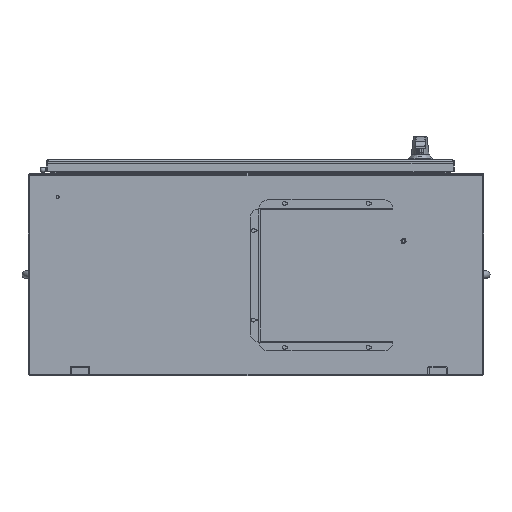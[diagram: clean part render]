
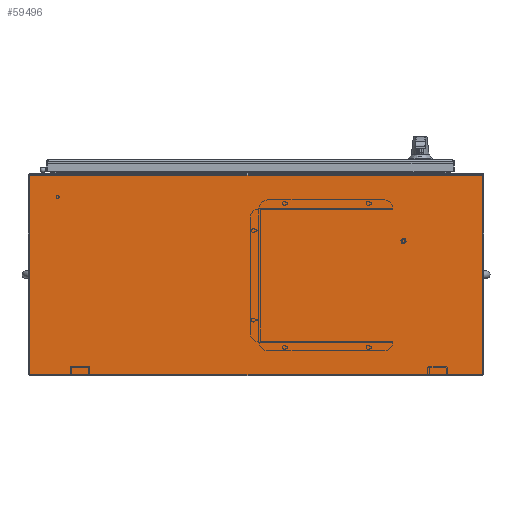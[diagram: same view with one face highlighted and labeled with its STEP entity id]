
A CAD part, front view. The second image highlights one B-rep face of the part: STEP entity #59496.
In plain terms, the highlighted face is planar.
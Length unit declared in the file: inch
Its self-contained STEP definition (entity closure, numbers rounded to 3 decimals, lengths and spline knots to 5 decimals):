
#947 = PLANE ( 'NONE',  #26013 ) ;
#9505 = VECTOR ( 'NONE', #42621, 39.37008 ) ;
#11284 = LINE ( 'NONE', #14021, #21710 ) ;
#14021 = CARTESIAN_POINT ( 'NONE',  ( 0., 0., -0.125 ) ) ;
#14668 = ORIENTED_EDGE ( 'NONE', *, *, #60406, .F. ) ;
#15471 = DIRECTION ( 'NONE',  ( 0., 1., 0. ) ) ;
#15585 = DIRECTION ( 'NONE',  ( 1., 0., 0. ) ) ;
#16156 = EDGE_CURVE ( 'NONE', #45595, #27282, #11284, .T. ) ;
#16425 = LINE ( 'NONE', #35547, #55751 ) ;
#16837 = DIRECTION ( 'NONE',  ( 0., 0., 1. ) ) ;
#19721 = CARTESIAN_POINT ( 'NONE',  ( 40.5, -17.815, -0.125 ) ) ;
#20995 = EDGE_CURVE ( 'NONE', #34590, #40864, #16425, .T. ) ;
#21710 = VECTOR ( 'NONE', #54841, 39.37008 ) ;
#26013 = AXIS2_PLACEMENT_3D ( 'NONE', #62552, #16837, #31825 ) ;
#27282 = VERTEX_POINT ( 'NONE', #42726 ) ;
#27967 = LINE ( 'NONE', #62768, #9505 ) ;
#29472 = EDGE_CURVE ( 'NONE', #27282, #34590, #27967, .T. ) ;
#29754 = EDGE_LOOP ( 'NONE', ( #63714, #58619, #37002, #14668 ) ) ;
#31825 = DIRECTION ( 'NONE',  ( 0., -1., 0. ) ) ;
#31891 = CARTESIAN_POINT ( 'NONE',  ( 0., -17.815, -0.125 ) ) ;
#34590 = VERTEX_POINT ( 'NONE', #31891 ) ;
#35547 = CARTESIAN_POINT ( 'NONE',  ( 0., -17.815, -0.125 ) ) ;
#35670 = CARTESIAN_POINT ( 'NONE',  ( 40.5, 0., -0.125 ) ) ;
#37002 = ORIENTED_EDGE ( 'NONE', *, *, #16156, .F. ) ;
#39347 = LINE ( 'NONE', #35670, #60981 ) ;
#40864 = VERTEX_POINT ( 'NONE', #19721 ) ;
#42621 = DIRECTION ( 'NONE',  ( 0., -1., 0. ) ) ;
#42726 = CARTESIAN_POINT ( 'NONE',  ( 0., 0., -0.125 ) ) ;
#45595 = VERTEX_POINT ( 'NONE', #64156 ) ;
#46681 = FACE_OUTER_BOUND ( 'NONE', #29754, .T. ) ;
#54841 = DIRECTION ( 'NONE',  ( -1., 0., 0. ) ) ;
#55751 = VECTOR ( 'NONE', #15585, 39.37008 ) ;
#58619 = ORIENTED_EDGE ( 'NONE', *, *, #29472, .F. ) ;
#59496 = ADVANCED_FACE ( 'NONE', ( #46681 ), #947, .F. ) ;
#60406 = EDGE_CURVE ( 'NONE', #40864, #45595, #39347, .T. ) ;
#60981 = VECTOR ( 'NONE', #15471, 39.37008 ) ;
#62552 = CARTESIAN_POINT ( 'NONE',  ( 0., 0., -0.125 ) ) ;
#62768 = CARTESIAN_POINT ( 'NONE',  ( 0., 0., -0.125 ) ) ;
#63714 = ORIENTED_EDGE ( 'NONE', *, *, #20995, .F. ) ;
#64156 = CARTESIAN_POINT ( 'NONE',  ( 40.5, 0., -0.125 ) ) ;
